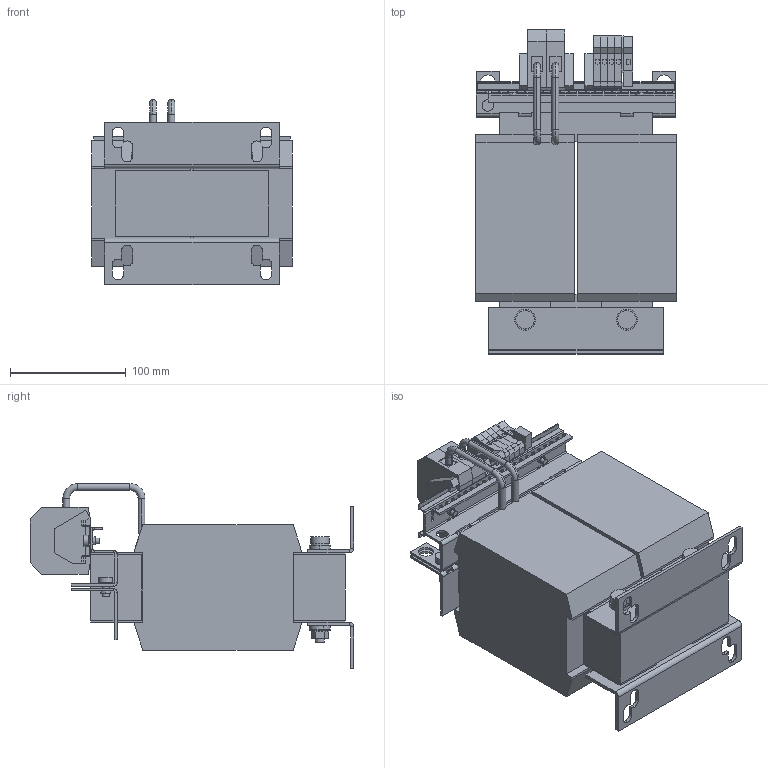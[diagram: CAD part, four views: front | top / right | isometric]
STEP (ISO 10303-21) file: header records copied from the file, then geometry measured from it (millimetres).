
FILE_DESCRIPTION (( 'STEP AP214' ), '1' );
FILE_NAME ('266682.STEP', '2023-03-28T10:37:17', ( '' ), ( '' ), 'SwSTEP 2.0', 'SolidWorks 2018', '' );
FILE_SCHEMA (( 'AUTOMOTIVE_DESIGN' ));
Length unit declared in the file: millimetre
Products named in the file (1): 266682
Bounding box: 173 x 279.8 x 159.8 mm (x, y, z)
Volume: 3452399.4 mm3; surface area: 303446.6 mm2
Topology: 1 solids, 1 shells, 1028 faces, 2680 edges, 1641 vertices
Faces by surface type: plane 777, cylinder 235, torus 12, cone 4
Entity records: 31045 total; most frequent: CARTESIAN_POINT 5478, ORIENTED_EDGE 5360, DIRECTION 5213, EDGE_CURVE 2680, VECTOR 2157, LINE 2157, VERTEX_POINT 1641, AXIS2_PLACEMENT_3D 1528
